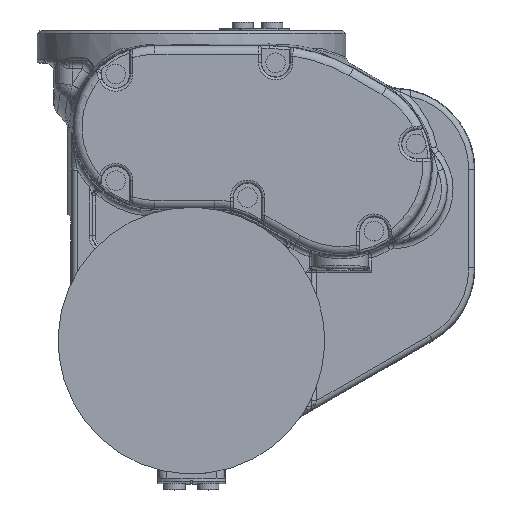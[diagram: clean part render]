
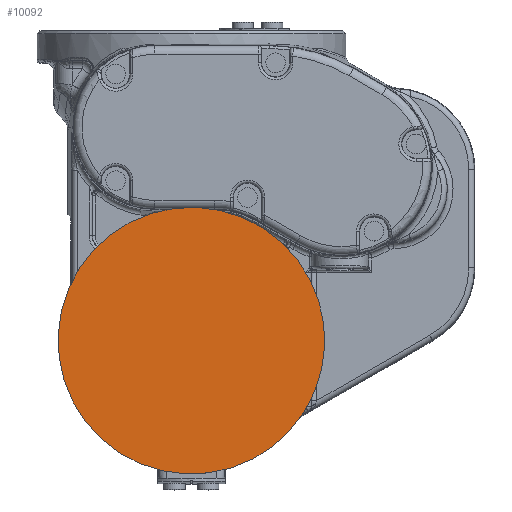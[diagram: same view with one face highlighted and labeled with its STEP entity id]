
A CAD part, top view. The second image highlights one B-rep face of the part: STEP entity #10092.
In plain terms, the highlighted planar face has unit normal (0, 0, 1).
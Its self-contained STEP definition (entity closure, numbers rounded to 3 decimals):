
#765=PLANE('',#11127);
#1414=FACE_OUTER_BOUND('',#2123,.T.);
#2123=EDGE_LOOP('',(#9391));
#3065=CIRCLE('',#11116,47.5);
#4913=VERTEX_POINT('',#40074);
#6406=EDGE_CURVE('',#4913,#4913,#3065,.T.);
#9391=ORIENTED_EDGE('',*,*,#6406,.T.);
#10092=ADVANCED_FACE('',(#1414),#765,.T.);
#11116=AXIS2_PLACEMENT_3D('',#40075,#13618,#13619);
#11127=AXIS2_PLACEMENT_3D('',#40087,#13641,#13642);
#13618=DIRECTION('center_axis',(0.,0.,
1.));
#13619=DIRECTION('ref_axis',(-1.,0.,0.));
#13641=DIRECTION('center_axis',(0.,0.,
1.));
#13642=DIRECTION('ref_axis',(0.,1.,0.));
#40074=CARTESIAN_POINT('',(-14.203,45.327,0.));
#40075=CARTESIAN_POINT('Origin',(0.,0.,
0.));
#40087=CARTESIAN_POINT('Origin',(0.,0.,
0.));
